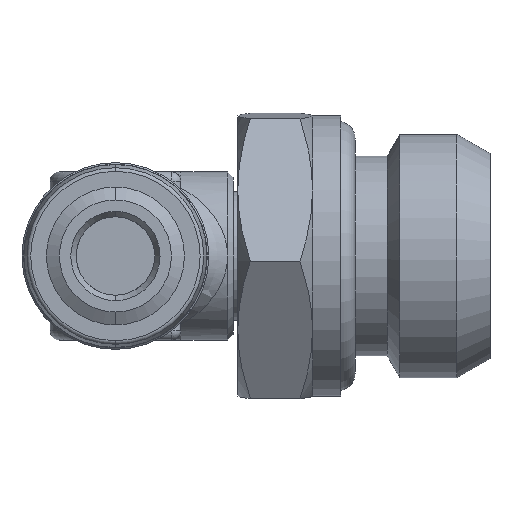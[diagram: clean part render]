
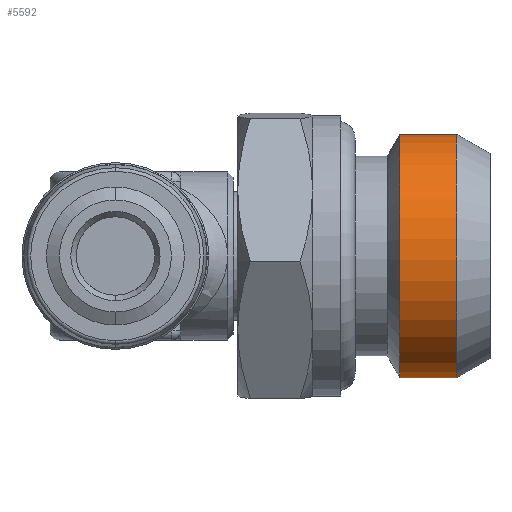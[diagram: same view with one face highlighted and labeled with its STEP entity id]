
A CAD part, left-side view. The second image highlights one B-rep face of the part: STEP entity #5592.
In plain terms, the highlighted cylindrical face has radius 6.52 mm (diameter 13.04 mm), a partial arc.
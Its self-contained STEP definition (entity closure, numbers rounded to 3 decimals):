
#703 = FACE_OUTER_BOUND ( 'NONE', #5442, .T. ) ;
#711 = CYLINDRICAL_SURFACE ( 'NONE', #5136, 6.52 ) ;
#915 = CIRCLE ( 'NONE', #1342, 6.52 ) ;
#916 = CIRCLE ( 'NONE', #1343, 6.52 ) ;
#999 = LINE ( 'NONE', #2482, #1006 ) ;
#1005 = LINE ( 'NONE', #2486, #1008 ) ;
#1006 = VECTOR ( 'NONE', #2477, 1000. ) ;
#1008 = VECTOR ( 'NONE', #2487, 1000. ) ;
#1089 = EDGE_CURVE ( 'NONE', #4237, #4238, #915, .T. ) ;
#1090 = EDGE_CURVE ( 'NONE', #4235, #4236, #916, .T. ) ;
#1183 = EDGE_CURVE ( 'NONE', #4237, #4235, #999, .T. ) ;
#1184 = EDGE_CURVE ( 'NONE', #4238, #4236, #1005, .T. ) ;
#1342 = AXIS2_PLACEMENT_3D ( 'NONE', #4051, #4052, #4053 ) ;
#1343 = AXIS2_PLACEMENT_3D ( 'NONE', #4054, #4055, #4056 ) ;
#2477 = DIRECTION ( 'NONE',  ( 0., -1., 0. ) ) ;
#2482 = CARTESIAN_POINT ( 'NONE',  ( -0.216, -4.35, 6.516 ) ) ;
#2486 = CARTESIAN_POINT ( 'NONE',  ( 0.216, -4.35, -6.516 ) ) ;
#2487 = DIRECTION ( 'NONE',  ( 0., -1., 0. ) ) ;
#2931 = ORIENTED_EDGE ( 'NONE', *, *, #1090, .F. ) ;
#2932 = ORIENTED_EDGE ( 'NONE', *, *, #1184, .T. ) ;
#2933 = ORIENTED_EDGE ( 'NONE', *, *, #1089, .T. ) ;
#2934 = ORIENTED_EDGE ( 'NONE', *, *, #1183, .F. ) ;
#4051 = CARTESIAN_POINT ( 'NONE',  ( 0., 0.475, 0. ) ) ;
#4052 = DIRECTION ( 'NONE',  ( 0., -1., 0. ) ) ;
#4053 = DIRECTION ( 'NONE',  ( 0.033, 0., -0.999 ) ) ;
#4054 = CARTESIAN_POINT ( 'NONE',  ( 0., -2.583, 0. ) ) ;
#4055 = DIRECTION ( 'NONE',  ( 0., -1., 0. ) ) ;
#4056 = DIRECTION ( 'NONE',  ( 0.033, 0., -0.999 ) ) ;
#4235 = VERTEX_POINT ( 'NONE', #7039 ) ;
#4236 = VERTEX_POINT ( 'NONE', #7040 ) ;
#4237 = VERTEX_POINT ( 'NONE', #7041 ) ;
#4238 = VERTEX_POINT ( 'NONE', #7042 ) ;
#4780 = CARTESIAN_POINT ( 'NONE',  ( 0., -4.35, 0. ) ) ;
#4781 = DIRECTION ( 'NONE',  ( 0., -1., 0. ) ) ;
#4789 = DIRECTION ( 'NONE',  ( 0.033, 0., -0.999 ) ) ;
#5136 = AXIS2_PLACEMENT_3D ( 'NONE', #4780, #4781, #4789 ) ;
#5442 = EDGE_LOOP ( 'NONE', ( #2934, #2933, #2932, #2931 ) ) ;
#5592 = ADVANCED_FACE ( 'NONE', ( #703 ), #711, .T. ) ;
#7039 = CARTESIAN_POINT ( 'NONE',  ( -0.216, -2.583, 6.516 ) ) ;
#7040 = CARTESIAN_POINT ( 'NONE',  ( 0.216, -2.583, -6.516 ) ) ;
#7041 = CARTESIAN_POINT ( 'NONE',  ( -0.216, 0.475, 6.516 ) ) ;
#7042 = CARTESIAN_POINT ( 'NONE',  ( 0.216, 0.475, -6.516 ) ) ;
